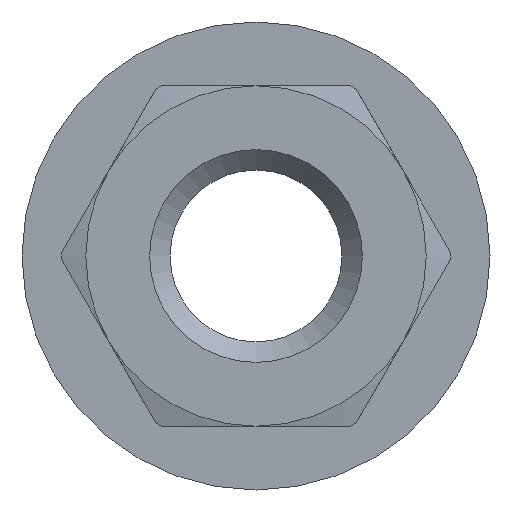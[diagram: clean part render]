
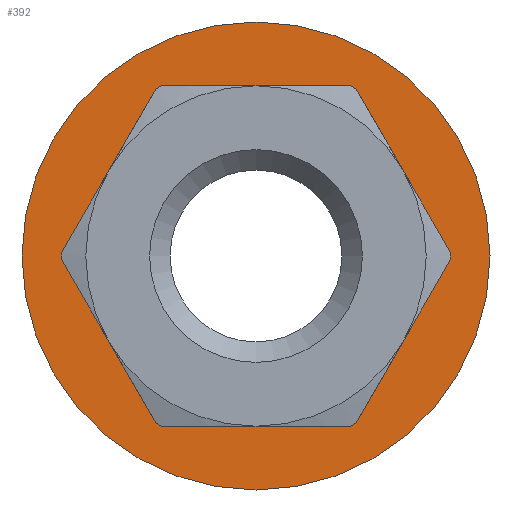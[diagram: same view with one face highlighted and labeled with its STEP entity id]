
A CAD part, left-side view. The second image highlights one B-rep face of the part: STEP entity #392.
In plain terms, the highlighted planar face has unit normal (-1, 0, 0).
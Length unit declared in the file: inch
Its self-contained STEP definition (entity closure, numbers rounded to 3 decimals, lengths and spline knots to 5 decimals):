
#21=PLANE('',#449);
#41=LINE('',#711,#59);
#42=LINE('',#712,#60);
#43=LINE('',#713,#61);
#44=LINE('',#714,#62);
#45=LINE('',#715,#63);
#46=LINE('',#716,#64);
#59=VECTOR('',#548,39.37008);
#60=VECTOR('',#549,39.37008);
#61=VECTOR('',#550,39.37008);
#62=VECTOR('',#551,39.37008);
#63=VECTOR('',#552,39.37008);
#64=VECTOR('',#553,39.37008);
#85=CIRCLE('',#436,0.28568);
#86=CIRCLE('',#438,0.28568);
#87=CIRCLE('',#440,0.28568);
#88=CIRCLE('',#442,0.28568);
#89=CIRCLE('',#444,0.28568);
#90=CIRCLE('',#446,0.28568);
#92=CIRCLE('',#450,0.34375);
#152=ORIENTED_EDGE('',*,*,#248,.F.);
#153=ORIENTED_EDGE('',*,*,#233,.T.);
#154=ORIENTED_EDGE('',*,*,#249,.T.);
#155=ORIENTED_EDGE('',*,*,#231,.T.);
#156=ORIENTED_EDGE('',*,*,#250,.T.);
#157=ORIENTED_EDGE('',*,*,#245,.T.);
#158=ORIENTED_EDGE('',*,*,#251,.T.);
#159=ORIENTED_EDGE('',*,*,#242,.T.);
#160=ORIENTED_EDGE('',*,*,#252,.T.);
#161=ORIENTED_EDGE('',*,*,#239,.T.);
#162=ORIENTED_EDGE('',*,*,#253,.T.);
#163=ORIENTED_EDGE('',*,*,#237,.T.);
#164=ORIENTED_EDGE('',*,*,#254,.T.);
#231=EDGE_CURVE('',#277,#278,#85,.T.);
#233=EDGE_CURVE('',#280,#279,#86,.T.);
#237=EDGE_CURVE('',#281,#282,#87,.T.);
#239=EDGE_CURVE('',#284,#283,#88,.T.);
#242=EDGE_CURVE('',#286,#285,#89,.T.);
#245=EDGE_CURVE('',#288,#287,#90,.T.);
#248=EDGE_CURVE('',#290,#290,#92,.T.);
#249=EDGE_CURVE('',#279,#277,#41,.T.);
#250=EDGE_CURVE('',#278,#288,#42,.T.);
#251=EDGE_CURVE('',#287,#286,#43,.T.);
#252=EDGE_CURVE('',#285,#284,#44,.T.);
#253=EDGE_CURVE('',#283,#281,#45,.T.);
#254=EDGE_CURVE('',#282,#280,#46,.T.);
#277=VERTEX_POINT('',#671);
#278=VERTEX_POINT('',#673);
#279=VERTEX_POINT('',#677);
#280=VERTEX_POINT('',#679);
#281=VERTEX_POINT('',#683);
#282=VERTEX_POINT('',#685);
#283=VERTEX_POINT('',#689);
#284=VERTEX_POINT('',#691);
#285=VERTEX_POINT('',#695);
#286=VERTEX_POINT('',#697);
#287=VERTEX_POINT('',#701);
#288=VERTEX_POINT('',#703);
#290=VERTEX_POINT('',#710);
#321=EDGE_LOOP('',(#152));
#322=EDGE_LOOP('',(#153,#154,#155,#156,#157,#158,#159,#160,#161,#162,#163,
#164));
#353=FACE_BOUND('',#321,.T.);
#354=FACE_BOUND('',#322,.T.);
#392=ADVANCED_FACE('',(#353,#354),#21,.F.);
#436=AXIS2_PLACEMENT_3D('',#674,#508,#509);
#438=AXIS2_PLACEMENT_3D('',#678,#513,#514);
#440=AXIS2_PLACEMENT_3D('',#686,#520,#521);
#442=AXIS2_PLACEMENT_3D('',#690,#525,#526);
#444=AXIS2_PLACEMENT_3D('',#696,#531,#532);
#446=AXIS2_PLACEMENT_3D('',#702,#537,#538);
#449=AXIS2_PLACEMENT_3D('',#708,#544,#545);
#450=AXIS2_PLACEMENT_3D('',#709,#546,#547);
#508=DIRECTION('',(1.,0.,0.));
#509=DIRECTION('',(0.,0.,-1.));
#513=DIRECTION('',(1.,0.,0.));
#514=DIRECTION('',(0.,0.,-1.));
#520=DIRECTION('',(1.,0.,0.));
#521=DIRECTION('',(0.,0.,-1.));
#525=DIRECTION('',(1.,0.,0.));
#526=DIRECTION('',(0.,0.,-1.));
#531=DIRECTION('',(1.,0.,0.));
#532=DIRECTION('',(0.,0.,-1.));
#537=DIRECTION('',(1.,0.,0.));
#538=DIRECTION('',(0.,0.,-1.));
#544=DIRECTION('',(1.,0.,0.));
#545=DIRECTION('',(0.,0.,-1.));
#546=DIRECTION('',(1.,0.,0.));
#547=DIRECTION('',(0.,0.,-1.));
#548=DIRECTION('',(0.,-1.,0.));
#549=DIRECTION('',(0.,-0.5,-0.866));
#550=DIRECTION('',(0.,0.5,-0.866));
#551=DIRECTION('',(0.,1.,0.));
#552=DIRECTION('',(0.,0.5,0.866));
#553=DIRECTION('',(0.,-0.5,0.866));
#671=CARTESIAN_POINT('',(-0.06563,-0.13824,0.25));
#673=CARTESIAN_POINT('',(-0.06563,-0.14739,0.24472));
#674=CARTESIAN_POINT('',(-0.06563,0.,0.));
#677=CARTESIAN_POINT('',(-0.06563,0.13824,0.25));
#678=CARTESIAN_POINT('',(-0.06563,0.,0.));
#679=CARTESIAN_POINT('',(-0.06563,0.14739,0.24472));
#683=CARTESIAN_POINT('',(-0.06563,0.28563,-0.00528));
#685=CARTESIAN_POINT('',(-0.06563,0.28563,0.00528));
#686=CARTESIAN_POINT('',(-0.06563,0.,0.));
#689=CARTESIAN_POINT('',(-0.06563,0.14739,-0.24472));
#690=CARTESIAN_POINT('',(-0.06563,0.,0.));
#691=CARTESIAN_POINT('',(-0.06563,0.13824,-0.25));
#695=CARTESIAN_POINT('',(-0.06563,-0.13824,-0.25));
#696=CARTESIAN_POINT('',(-0.06563,0.,0.));
#697=CARTESIAN_POINT('',(-0.06563,-0.14739,-0.24472));
#701=CARTESIAN_POINT('',(-0.06563,-0.28563,-0.00528));
#702=CARTESIAN_POINT('',(-0.06563,0.,0.));
#703=CARTESIAN_POINT('',(-0.06563,-0.28563,0.00528));
#708=CARTESIAN_POINT('',(-0.06563,0.28568,0.));
#709=CARTESIAN_POINT('',(-0.06563,0.,0.));
#710=CARTESIAN_POINT('',(-0.06563,0.,-0.34375));
#711=CARTESIAN_POINT('',(-0.06563,0.14434,0.25));
#712=CARTESIAN_POINT('',(-0.06563,-0.14434,0.25));
#713=CARTESIAN_POINT('',(-0.06563,-0.28868,0.));
#714=CARTESIAN_POINT('',(-0.06563,-0.14434,-0.25));
#715=CARTESIAN_POINT('',(-0.06563,0.14434,-0.25));
#716=CARTESIAN_POINT('',(-0.06563,0.28868,0.));
